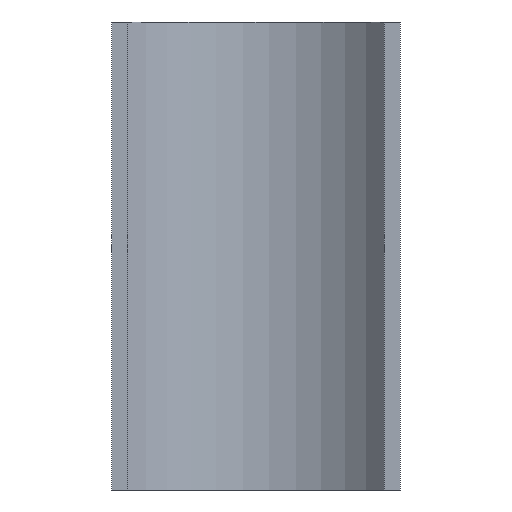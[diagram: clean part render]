
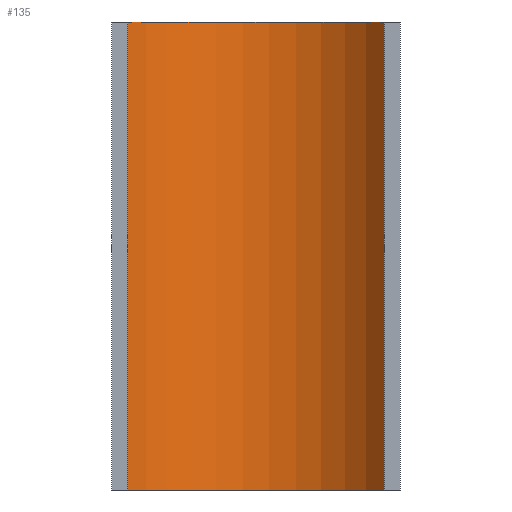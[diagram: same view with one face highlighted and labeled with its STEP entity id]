
A CAD part, front view. The second image highlights one B-rep face of the part: STEP entity #135.
In plain terms, the highlighted cylindrical face has radius 19.5 mm (diameter 39 mm), a partial arc.
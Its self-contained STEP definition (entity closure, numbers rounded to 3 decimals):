
#1 = VERTEX_POINT ( 'NONE', #41 ) ;
#12 = CARTESIAN_POINT ( 'NONE',  ( 0., 0., 55. ) ) ;
#18 = ORIENTED_EDGE ( 'NONE', *, *, #34, .T. ) ;
#24 = VERTEX_POINT ( 'NONE', #78 ) ;
#25 = VERTEX_POINT ( 'NONE', #159 ) ;
#34 = EDGE_CURVE ( 'NONE', #25, #24, #150, .T. ) ;
#41 = CARTESIAN_POINT ( 'NONE',  ( 15.084, 12.358, 55. ) ) ;
#42 = FACE_OUTER_BOUND ( 'NONE', #158, .T. ) ;
#43 = EDGE_CURVE ( 'NONE', #199, #24, #103, .T. ) ;
#44 = CARTESIAN_POINT ( 'NONE',  ( 15.084, 12.358, 55. ) ) ;
#45 = CARTESIAN_POINT ( 'NONE',  ( -15.084, 12.358, 55. ) ) ;
#50 = EDGE_CURVE ( 'NONE', #1, #199, #109, .T. ) ;
#57 = DIRECTION ( 'NONE',  ( 1., 0., 0. ) ) ;
#74 = CARTESIAN_POINT ( 'NONE',  ( 0., 0., 0. ) ) ;
#77 = CIRCLE ( 'NONE', #152, 19.5 ) ;
#78 = CARTESIAN_POINT ( 'NONE',  ( -15.084, 12.358, 0. ) ) ;
#96 = CARTESIAN_POINT ( 'NONE',  ( 15.084, 12.358, 0. ) ) ;
#100 = DIRECTION ( 'NONE',  ( 0., 0., 1. ) ) ;
#103 = CIRCLE ( 'NONE', #113, 19.5 ) ;
#105 = DIRECTION ( 'NONE',  ( 0., 0., -1. ) ) ;
#107 = CYLINDRICAL_SURFACE ( 'NONE', #184, 19.5 ) ;
#109 = LINE ( 'NONE', #44, #193 ) ;
#113 = AXIS2_PLACEMENT_3D ( 'NONE', #74, #146, #57 ) ;
#114 = ORIENTED_EDGE ( 'NONE', *, *, #205, .T. ) ;
#117 = VECTOR ( 'NONE', #122, 1000. ) ;
#122 = DIRECTION ( 'NONE',  ( 0., 0., -1. ) ) ;
#135 = ADVANCED_FACE ( 'NONE', ( #42 ), #107, .F. ) ;
#143 = ORIENTED_EDGE ( 'NONE', *, *, #50, .F. ) ;
#146 = DIRECTION ( 'NONE',  ( 0., 0., 1. ) ) ;
#150 = LINE ( 'NONE', #45, #117 ) ;
#151 = DIRECTION ( 'NONE',  ( -1., 0., 0. ) ) ;
#152 = AXIS2_PLACEMENT_3D ( 'NONE', #12, #100, #168 ) ;
#158 = EDGE_LOOP ( 'NONE', ( #183, #143, #114, #18 ) ) ;
#159 = CARTESIAN_POINT ( 'NONE',  ( -15.084, 12.358, 55. ) ) ;
#162 = CARTESIAN_POINT ( 'NONE',  ( 0., 0., 55. ) ) ;
#168 = DIRECTION ( 'NONE',  ( 1., 0., 0. ) ) ;
#171 = DIRECTION ( 'NONE',  ( 0., 0., -1. ) ) ;
#183 = ORIENTED_EDGE ( 'NONE', *, *, #43, .F. ) ;
#184 = AXIS2_PLACEMENT_3D ( 'NONE', #162, #171, #151 ) ;
#193 = VECTOR ( 'NONE', #105, 1000. ) ;
#199 = VERTEX_POINT ( 'NONE', #96 ) ;
#205 = EDGE_CURVE ( 'NONE', #1, #25, #77, .T. ) ;
